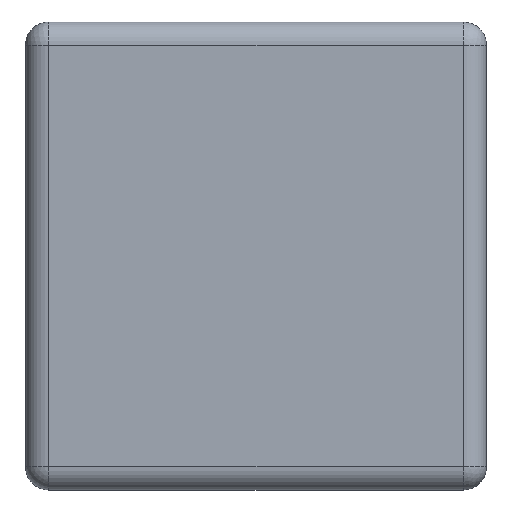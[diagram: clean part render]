
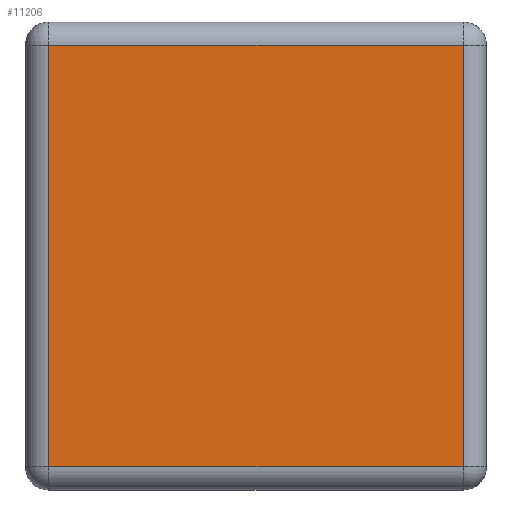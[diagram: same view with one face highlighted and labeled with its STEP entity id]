
A CAD part, left-side view. The second image highlights one B-rep face of the part: STEP entity #11206.
In plain terms, the highlighted planar face has unit normal (-1, 0, 0).
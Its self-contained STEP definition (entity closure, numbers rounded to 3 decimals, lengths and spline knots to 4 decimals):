
#1817=FACE_OUTER_BOUND('',#2488,.T.);
#2488=EDGE_LOOP('',(#10109,#10110,#10111,#10112));
#3349=LINE('',#39490,#4264);
#3354=LINE('',#39504,#4269);
#3359=LINE('',#39526,#4274);
#3364=LINE('',#39533,#4279);
#4264=VECTOR('',#14769,0.3937);
#4269=VECTOR('',#14786,0.3937);
#4274=VECTOR('',#14813,0.3937);
#4279=VECTOR('',#14822,0.3937);
#5354=VERTEX_POINT('',#39462);
#5361=VERTEX_POINT('',#39483);
#5366=VERTEX_POINT('',#39499);
#5370=VERTEX_POINT('',#39519);
#6949=EDGE_CURVE('',#5361,#5354,#3349,.T.);
#6957=EDGE_CURVE('',#5354,#5366,#3354,.T.);
#6968=EDGE_CURVE('',#5370,#5361,#3359,.T.);
#6973=EDGE_CURVE('',#5366,#5370,#3364,.T.);
#10109=ORIENTED_EDGE('',*,*,#6949,.F.);
#10110=ORIENTED_EDGE('',*,*,#6968,.F.);
#10111=ORIENTED_EDGE('',*,*,#6973,.F.);
#10112=ORIENTED_EDGE('',*,*,#6957,.F.);
#10585=PLANE('',#12178);
#11206=ADVANCED_FACE('',(#1817),#10585,.T.);
#12178=AXIS2_PLACEMENT_3D('',#39543,#14835,#14836);
#14769=DIRECTION('',(0.,1.,0.));
#14786=DIRECTION('',(0.,0.,1.));
#14813=DIRECTION('',(0.,0.,-1.));
#14822=DIRECTION('',(0.,-1.,0.));
#14835=DIRECTION('center_axis',(-1.,0.,0.));
#14836=DIRECTION('ref_axis',(0.,-1.,0.));
#39462=CARTESIAN_POINT('',(0.,0.95,0.05));
#39483=CARTESIAN_POINT('',(0.,0.05,0.05));
#39490=CARTESIAN_POINT('',(0.,0.75,0.05));
#39499=CARTESIAN_POINT('',(0.,0.95,0.965));
#39504=CARTESIAN_POINT('',(0.,0.95,0.));
#39519=CARTESIAN_POINT('',(0.,0.05,0.965));
#39526=CARTESIAN_POINT('',(0.,0.05,0.));
#39533=CARTESIAN_POINT('',(0.,0.75,0.965));
#39543=CARTESIAN_POINT('Origin',(0.,1.,0.));
